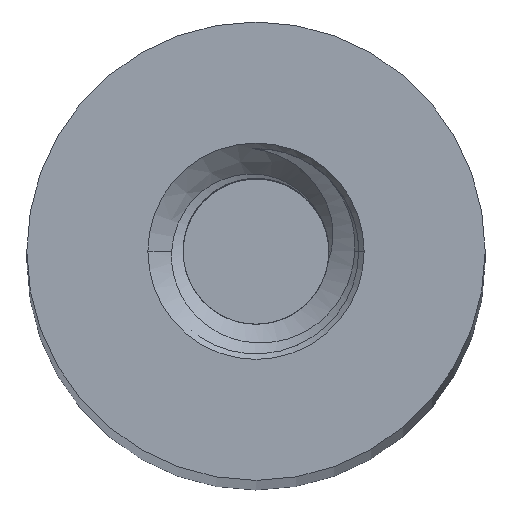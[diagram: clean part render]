
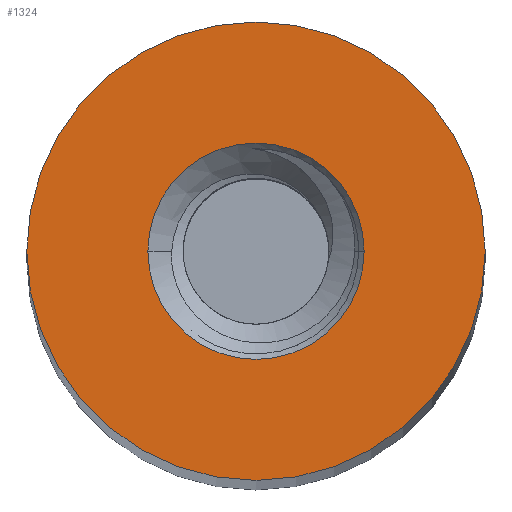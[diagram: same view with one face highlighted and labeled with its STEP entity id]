
A CAD part, top view. The second image highlights one B-rep face of the part: STEP entity #1324.
In plain terms, the highlighted planar face has unit normal (0, 0, 1).
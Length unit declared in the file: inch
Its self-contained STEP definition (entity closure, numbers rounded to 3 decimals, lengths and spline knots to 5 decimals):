
#119 = DIRECTION ( 'NONE',  ( 1., 0., 0. ) ) ;
#335 = FACE_BOUND ( 'NONE', #3452, .T. ) ;
#343 = CARTESIAN_POINT ( 'NONE',  ( 0., 0., 1.5 ) ) ;
#408 = ORIENTED_EDGE ( 'NONE', *, *, #1108, .F. ) ;
#514 = ORIENTED_EDGE ( 'NONE', *, *, #1355, .T. ) ;
#569 = VERTEX_POINT ( 'NONE', #3322 ) ;
#577 = AXIS2_PLACEMENT_3D ( 'NONE', #782, #3672, #1517 ) ;
#703 = CARTESIAN_POINT ( 'NONE',  ( 0., 0., 1.5 ) ) ;
#782 = CARTESIAN_POINT ( 'NONE',  ( 0., 0., 1.5 ) ) ;
#982 = EDGE_LOOP ( 'NONE', ( #1579, #514 ) ) ;
#1065 = AXIS2_PLACEMENT_3D ( 'NONE', #1893, #1173, #3735 ) ;
#1108 = EDGE_CURVE ( 'NONE', #4675, #569, #4760, .T. ) ;
#1155 = PLANE ( 'NONE',  #577 ) ;
#1164 = AXIS2_PLACEMENT_3D ( 'NONE', #343, #4349, #2866 ) ;
#1173 = DIRECTION ( 'NONE',  ( 0., 0., 1. ) ) ;
#1304 = VERTEX_POINT ( 'NONE', #2984 ) ;
#1324 = ADVANCED_FACE ( 'NONE', ( #335, #3883 ), #1155, .T. ) ;
#1355 = EDGE_CURVE ( 'NONE', #2995, #1304, #2277, .T. ) ;
#1475 = CIRCLE ( 'NONE', #1065, 0.059 ) ;
#1517 = DIRECTION ( 'NONE',  ( 1., 0., 0. ) ) ;
#1579 = ORIENTED_EDGE ( 'NONE', *, *, #3455, .T. ) ;
#1712 = CARTESIAN_POINT ( 'NONE',  ( 0.059, 0., 1.5 ) ) ;
#1893 = CARTESIAN_POINT ( 'NONE',  ( 0., 0., 1.5 ) ) ;
#1919 = AXIS2_PLACEMENT_3D ( 'NONE', #703, #3656, #2966 ) ;
#2251 = CARTESIAN_POINT ( 'NONE',  ( 0.125, 0., 1.5 ) ) ;
#2277 = CIRCLE ( 'NONE', #3047, 0.125 ) ;
#2565 = CIRCLE ( 'NONE', #1919, 0.125 ) ;
#2647 = CARTESIAN_POINT ( 'NONE',  ( 0., 0., 1.5 ) ) ;
#2866 = DIRECTION ( 'NONE',  ( 1., 0., 0. ) ) ;
#2926 = ORIENTED_EDGE ( 'NONE', *, *, #3010, .F. ) ;
#2966 = DIRECTION ( 'NONE',  ( 1., 0., 0. ) ) ;
#2984 = CARTESIAN_POINT ( 'NONE',  ( -0.125, 0., 1.5 ) ) ;
#2995 = VERTEX_POINT ( 'NONE', #2251 ) ;
#3010 = EDGE_CURVE ( 'NONE', #569, #4675, #1475, .T. ) ;
#3047 = AXIS2_PLACEMENT_3D ( 'NONE', #2647, #4101, #119 ) ;
#3322 = CARTESIAN_POINT ( 'NONE',  ( -0.059, 0., 1.5 ) ) ;
#3452 = EDGE_LOOP ( 'NONE', ( #408, #2926 ) ) ;
#3455 = EDGE_CURVE ( 'NONE', #1304, #2995, #2565, .T. ) ;
#3656 = DIRECTION ( 'NONE',  ( 0., 0., 1. ) ) ;
#3672 = DIRECTION ( 'NONE',  ( 0., 0., 1. ) ) ;
#3735 = DIRECTION ( 'NONE',  ( 1., 0., 0. ) ) ;
#3883 = FACE_OUTER_BOUND ( 'NONE', #982, .T. ) ;
#4101 = DIRECTION ( 'NONE',  ( 0., 0., 1. ) ) ;
#4349 = DIRECTION ( 'NONE',  ( 0., 0., 1. ) ) ;
#4675 = VERTEX_POINT ( 'NONE', #1712 ) ;
#4760 = CIRCLE ( 'NONE', #1164, 0.059 ) ;
